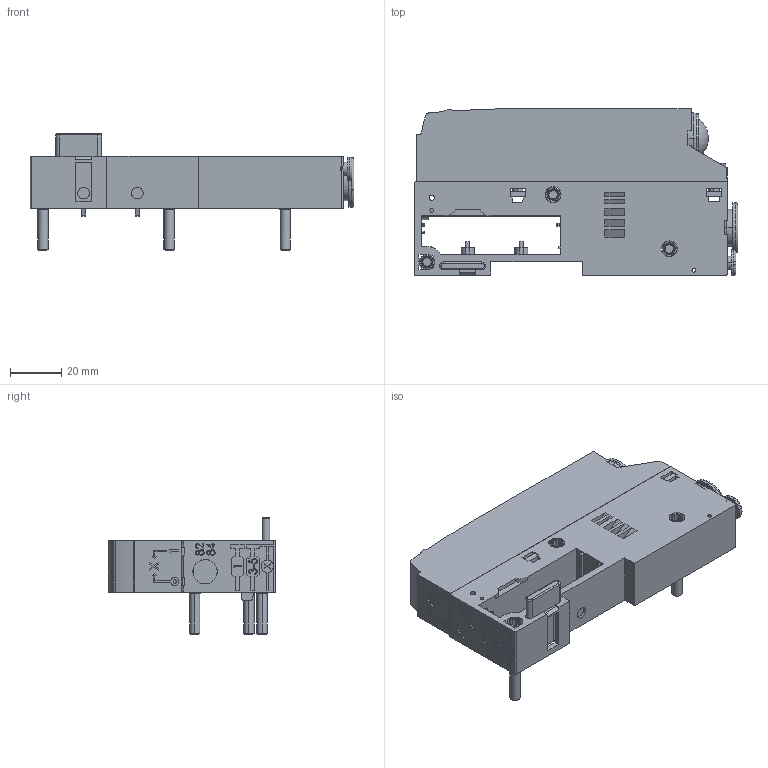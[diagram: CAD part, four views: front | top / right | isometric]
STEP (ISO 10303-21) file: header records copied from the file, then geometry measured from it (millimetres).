
FILE_DESCRIPTION (( 'STEP AP203' ), '1' );
FILE_NAME ('PAL-P12.step', '2020-10-29T13:50:17', ( '' ), ( '' ), 'SwSTEP 2.0', 'SolidWorks 2019', '' );
FILE_SCHEMA (( 'CONFIG_CONTROL_DESIGN' ));
Length unit declared in the file: inch
Products named in the file (1): PAL-P12
Bounding box: 125.8 x 65 x 45.3 mm (x, y, z)
Volume: 122162.4 mm3; surface area: 37353.6 mm2
Topology: 4 solids, 4 shells, 1135 faces, 3125 edges, 2064 vertices
Faces by surface type: plane 914, cylinder 163, cone 40, torus 16, sphere 2
Entity records: 36083 total; most frequent: CARTESIAN_POINT 6758, ORIENTED_EDGE 6250, DIRECTION 5745, EDGE_CURVE 3125, VECTOR 2659, LINE 2659, VERTEX_POINT 2064, AXIS2_PLACEMENT_3D 1543
